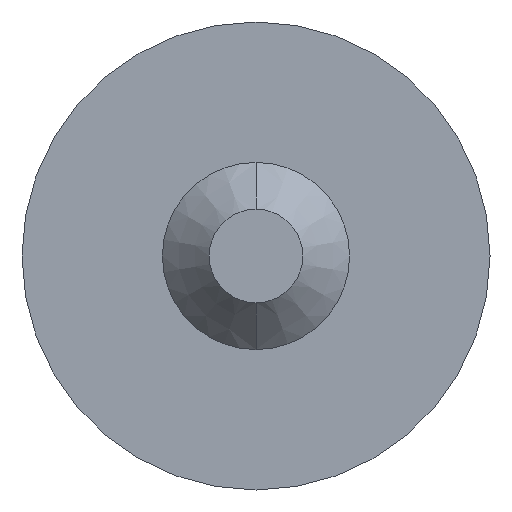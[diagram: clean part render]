
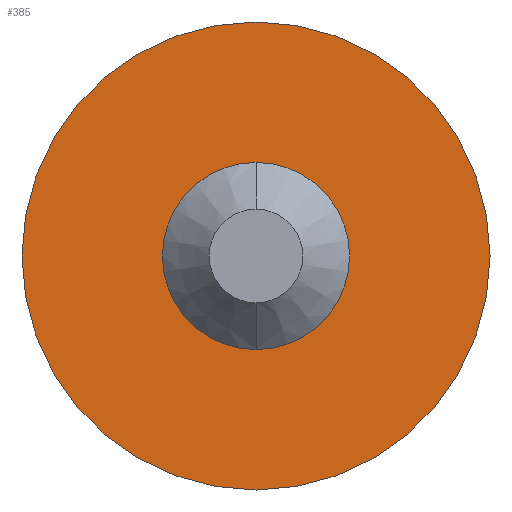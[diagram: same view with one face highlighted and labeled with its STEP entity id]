
A CAD part, front view. The second image highlights one B-rep face of the part: STEP entity #385.
In plain terms, the highlighted planar face has unit normal (0, -1, 0).
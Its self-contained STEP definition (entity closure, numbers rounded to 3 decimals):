
#9 = CIRCLE ( 'NONE', #249, 1. ) ;
#22 = VERTEX_POINT ( 'NONE', #478 ) ;
#34 = CARTESIAN_POINT ( 'NONE',  ( 0., 0., -2.5 ) ) ;
#56 = DIRECTION ( 'NONE',  ( 0., 0., 1. ) ) ;
#61 = AXIS2_PLACEMENT_3D ( 'NONE', #365, #570, #603 ) ;
#140 = EDGE_CURVE ( 'NONE', #22, #386, #9, .T. ) ;
#166 = EDGE_CURVE ( 'NONE', #476, #344, #582, .T. ) ;
#170 = DIRECTION ( 'NONE',  ( 0., 0., 1. ) ) ;
#203 = DIRECTION ( 'NONE',  ( 0., 1., 0. ) ) ;
#205 = DIRECTION ( 'NONE',  ( 0., 0., 1. ) ) ;
#206 = CARTESIAN_POINT ( 'NONE',  ( 0., 0., 2.5 ) ) ;
#214 = DIRECTION ( 'NONE',  ( 0., 1., 0. ) ) ;
#249 = AXIS2_PLACEMENT_3D ( 'NONE', #509, #203, #56 ) ;
#280 = EDGE_CURVE ( 'NONE', #344, #476, #343, .T. ) ;
#291 = AXIS2_PLACEMENT_3D ( 'NONE', #468, #511, #606 ) ;
#342 = ORIENTED_EDGE ( 'NONE', *, *, #280, .F. ) ;
#343 = CIRCLE ( 'NONE', #61, 2.5 ) ;
#344 = VERTEX_POINT ( 'NONE', #206 ) ;
#356 = CIRCLE ( 'NONE', #493, 1. ) ;
#365 = CARTESIAN_POINT ( 'NONE',  ( 0., 0., 0. ) ) ;
#368 = PLANE ( 'NONE',  #587 ) ;
#373 = EDGE_LOOP ( 'NONE', ( #464, #577 ) ) ;
#375 = FACE_OUTER_BOUND ( 'NONE', #428, .T. ) ;
#379 = EDGE_CURVE ( 'NONE', #386, #22, #356, .T. ) ;
#385 = ADVANCED_FACE ( 'NONE', ( #524, #375 ), #368, .F. ) ;
#386 = VERTEX_POINT ( 'NONE', #610 ) ;
#428 = EDGE_LOOP ( 'NONE', ( #627, #342 ) ) ;
#464 = ORIENTED_EDGE ( 'NONE', *, *, #140, .T. ) ;
#468 = CARTESIAN_POINT ( 'NONE',  ( 0., 0., 0. ) ) ;
#476 = VERTEX_POINT ( 'NONE', #34 ) ;
#478 = CARTESIAN_POINT ( 'NONE',  ( 0., 0., 1. ) ) ;
#480 = DIRECTION ( 'NONE',  ( 0., 1., 0. ) ) ;
#493 = AXIS2_PLACEMENT_3D ( 'NONE', #519, #214, #205 ) ;
#509 = CARTESIAN_POINT ( 'NONE',  ( 0., 0., 0. ) ) ;
#511 = DIRECTION ( 'NONE',  ( 0., 1., 0. ) ) ;
#517 = CARTESIAN_POINT ( 'NONE',  ( 0., 0., 0. ) ) ;
#519 = CARTESIAN_POINT ( 'NONE',  ( 0., 0., 0. ) ) ;
#524 = FACE_BOUND ( 'NONE', #373, .T. ) ;
#570 = DIRECTION ( 'NONE',  ( 0., 1., 0. ) ) ;
#577 = ORIENTED_EDGE ( 'NONE', *, *, #379, .T. ) ;
#582 = CIRCLE ( 'NONE', #291, 2.5 ) ;
#587 = AXIS2_PLACEMENT_3D ( 'NONE', #517, #480, #170 ) ;
#603 = DIRECTION ( 'NONE',  ( 0., 0., 1. ) ) ;
#606 = DIRECTION ( 'NONE',  ( 0., 0., 1. ) ) ;
#610 = CARTESIAN_POINT ( 'NONE',  ( 0., 0., -1. ) ) ;
#627 = ORIENTED_EDGE ( 'NONE', *, *, #166, .F. ) ;
